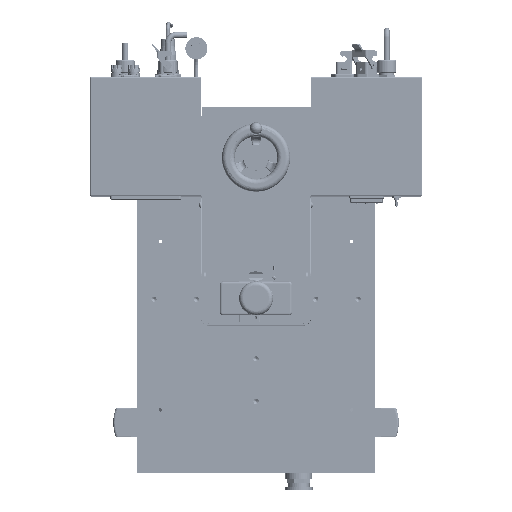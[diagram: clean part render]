
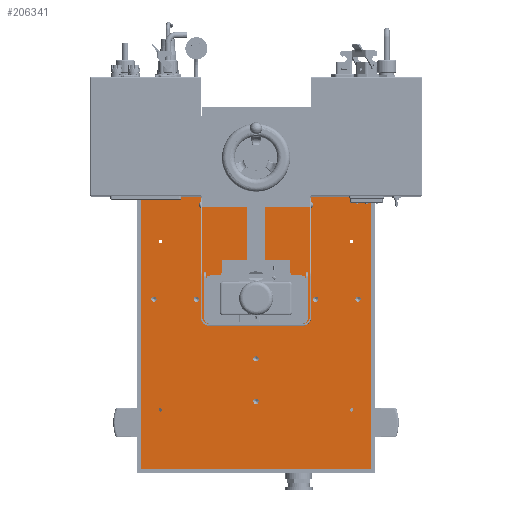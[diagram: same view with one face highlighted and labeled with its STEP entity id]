
A CAD part, top view. The second image highlights one B-rep face of the part: STEP entity #206341.
In plain terms, the highlighted planar face has unit normal (0, 0, 1).
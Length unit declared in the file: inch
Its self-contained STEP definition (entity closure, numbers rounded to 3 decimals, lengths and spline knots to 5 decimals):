
#206170=CARTESIAN_POINT('',(-4.25,1.11857,-6.));
#206171=VERTEX_POINT('',#206170);
#206172=CARTESIAN_POINT('',(-4.25,-19.38143,-6.));
#206173=VERTEX_POINT('',#206172);
#206174=CARTESIAN_POINT('',(-4.25,0.86857,-6.));
#206175=DIRECTION('',(0.,-1.,0.));
#206176=VECTOR('',#206175,39.37008);
#206177=LINE('',#206174,#206176);
#206178=EDGE_CURVE('',#206171,#206173,#206177,.T.);
#206179=ORIENTED_EDGE('',*,*,#206178,.T.);
#206180=CARTESIAN_POINT('',(9.25,-19.38143,-6.));
#206181=VERTEX_POINT('',#206180);
#206182=CARTESIAN_POINT('',(9.,-19.38143,-6.));
#206183=DIRECTION('',(1.,0.,0.));
#206184=VECTOR('',#206183,39.37008);
#206185=LINE('',#206182,#206184);
#206186=EDGE_CURVE('',#206173,#206181,#206185,.T.);
#206187=ORIENTED_EDGE('',*,*,#206186,.T.);
#206188=CARTESIAN_POINT('',(9.25,1.11857,-6.));
#206189=VERTEX_POINT('',#206188);
#206190=CARTESIAN_POINT('',(9.25,0.86857,-6.));
#206191=DIRECTION('',(0.,1.,0.));
#206192=VECTOR('',#206191,39.37008);
#206193=LINE('',#206190,#206192);
#206194=EDGE_CURVE('',#206181,#206189,#206193,.T.);
#206195=ORIENTED_EDGE('',*,*,#206194,.T.);
#206196=CARTESIAN_POINT('',(9.,1.11857,-6.));
#206197=DIRECTION('',(-1.,0.,0.));
#206198=VECTOR('',#206197,39.37008);
#206199=LINE('',#206196,#206198);
#206200=EDGE_CURVE('',#206189,#206171,#206199,.T.);
#206201=ORIENTED_EDGE('',*,*,#206200,.T.);
#206202=EDGE_LOOP('',(#206179,#206187,#206195,#206201));
#206203=FACE_OUTER_BOUND('',#206202,.T.);
#206204=CARTESIAN_POINT('',(8.125,-15.81093,-6.));
#206205=VERTEX_POINT('',#206204);
#206206=CARTESIAN_POINT('',(8.125,-15.91143,-6.));
#206207=DIRECTION('',(0.,0.,-1.));
#206208=DIRECTION('',(0.,1.,0.));
#206209=AXIS2_PLACEMENT_3D('',#206206,#206207,#206208);
#206210=CIRCLE('',#206209,0.1005);
#206211=EDGE_CURVE('',#206205,#206205,#206210,.T.);
#206212=ORIENTED_EDGE('',*,*,#206211,.T.);
#206213=EDGE_LOOP('',(#206212));
#206214=FACE_BOUND('',#206213,.T.);
#206215=CARTESIAN_POINT('',(8.2255,-6.01143,-6.));
#206216=VERTEX_POINT('',#206215);
#206217=CARTESIAN_POINT('',(8.125,-6.01143,-6.));
#206218=DIRECTION('',(0.,0.,-1.));
#206219=DIRECTION('',(1.,0.,0.));
#206220=AXIS2_PLACEMENT_3D('',#206217,#206218,#206219);
#206221=CIRCLE('',#206220,0.1005);
#206222=EDGE_CURVE('',#206216,#206216,#206221,.T.);
#206223=ORIENTED_EDGE('',*,*,#206222,.T.);
#206224=EDGE_LOOP('',(#206223));
#206225=FACE_BOUND('',#206224,.T.);
#206226=CARTESIAN_POINT('',(-3.0245,-6.01143,-6.));
#206227=VERTEX_POINT('',#206226);
#206228=CARTESIAN_POINT('',(-3.125,-6.01143,-6.));
#206229=DIRECTION('',(0.,0.,-1.));
#206230=DIRECTION('',(1.,0.,0.));
#206231=AXIS2_PLACEMENT_3D('',#206228,#206229,#206230);
#206232=CIRCLE('',#206231,0.1005);
#206233=EDGE_CURVE('',#206227,#206227,#206232,.T.);
#206234=ORIENTED_EDGE('',*,*,#206233,.T.);
#206235=EDGE_LOOP('',(#206234));
#206236=FACE_BOUND('',#206235,.T.);
#206237=CARTESIAN_POINT('',(-3.125,-15.81093,-6.));
#206238=VERTEX_POINT('',#206237);
#206239=CARTESIAN_POINT('',(-3.125,-15.91143,-6.));
#206240=DIRECTION('',(0.,0.,-1.));
#206241=DIRECTION('',(0.,1.,0.));
#206242=AXIS2_PLACEMENT_3D('',#206239,#206240,#206241);
#206243=CIRCLE('',#206242,0.1005);
#206244=EDGE_CURVE('',#206238,#206238,#206243,.T.);
#206245=ORIENTED_EDGE('',*,*,#206244,.T.);
#206246=EDGE_LOOP('',(#206245));
#206247=FACE_BOUND('',#206246,.T.);
#206248=CARTESIAN_POINT('',(6.1565,-9.41143,-6.));
#206249=VERTEX_POINT('',#206248);
#206250=CARTESIAN_POINT('',(6.,-9.41143,-6.));
#206251=DIRECTION('',(0.,0.,-1.));
#206252=DIRECTION('',(1.,0.,0.));
#206253=AXIS2_PLACEMENT_3D('',#206250,#206251,#206252);
#206254=CIRCLE('',#206253,0.1565);
#206255=EDGE_CURVE('',#206249,#206249,#206254,.T.);
#206256=ORIENTED_EDGE('',*,*,#206255,.T.);
#206257=EDGE_LOOP('',(#206256));
#206258=FACE_BOUND('',#206257,.T.);
#206259=CARTESIAN_POINT('',(-0.8435,-9.41143,-6.));
#206260=VERTEX_POINT('',#206259);
#206261=CARTESIAN_POINT('',(-1.,-9.41143,-6.));
#206262=DIRECTION('',(0.,0.,-1.));
#206263=DIRECTION('',(1.,0.,0.));
#206264=AXIS2_PLACEMENT_3D('',#206261,#206262,#206263);
#206265=CIRCLE('',#206264,0.1565);
#206266=EDGE_CURVE('',#206260,#206260,#206265,.T.);
#206267=ORIENTED_EDGE('',*,*,#206266,.T.);
#206268=EDGE_LOOP('',(#206267));
#206269=FACE_BOUND('',#206268,.T.);
#206270=CARTESIAN_POINT('',(8.6565,-9.41143,-6.));
#206271=VERTEX_POINT('',#206270);
#206272=CARTESIAN_POINT('',(8.5,-9.41143,-6.));
#206273=DIRECTION('',(0.,0.,-1.));
#206274=DIRECTION('',(1.,0.,0.));
#206275=AXIS2_PLACEMENT_3D('',#206272,#206273,#206274);
#206276=CIRCLE('',#206275,0.1565);
#206277=EDGE_CURVE('',#206271,#206271,#206276,.T.);
#206278=ORIENTED_EDGE('',*,*,#206277,.T.);
#206279=EDGE_LOOP('',(#206278));
#206280=FACE_BOUND('',#206279,.T.);
#206281=CARTESIAN_POINT('',(-3.3435,-9.41143,-6.));
#206282=VERTEX_POINT('',#206281);
#206283=CARTESIAN_POINT('',(-3.5,-9.41143,-6.));
#206284=DIRECTION('',(0.,0.,-1.));
#206285=DIRECTION('',(1.,0.,0.));
#206286=AXIS2_PLACEMENT_3D('',#206283,#206284,#206285);
#206287=CIRCLE('',#206286,0.1565);
#206288=EDGE_CURVE('',#206282,#206282,#206287,.T.);
#206289=ORIENTED_EDGE('',*,*,#206288,.T.);
#206290=EDGE_LOOP('',(#206289));
#206291=FACE_BOUND('',#206290,.T.);
#206292=CARTESIAN_POINT('',(2.6565,-5.91143,-6.));
#206293=VERTEX_POINT('',#206292);
#206294=CARTESIAN_POINT('',(2.5,-5.91143,-6.));
#206295=DIRECTION('',(0.,0.,-1.));
#206296=DIRECTION('',(1.,0.,0.));
#206297=AXIS2_PLACEMENT_3D('',#206294,#206295,#206296);
#206298=CIRCLE('',#206297,0.1565);
#206299=EDGE_CURVE('',#206293,#206293,#206298,.T.);
#206300=ORIENTED_EDGE('',*,*,#206299,.T.);
#206301=EDGE_LOOP('',(#206300));
#206302=FACE_BOUND('',#206301,.T.);
#206303=CARTESIAN_POINT('',(2.6565,-12.91143,-6.));
#206304=VERTEX_POINT('',#206303);
#206305=CARTESIAN_POINT('',(2.5,-12.91143,-6.));
#206306=DIRECTION('',(0.,0.,-1.));
#206307=DIRECTION('',(1.,0.,0.));
#206308=AXIS2_PLACEMENT_3D('',#206305,#206306,#206307);
#206309=CIRCLE('',#206308,0.1565);
#206310=EDGE_CURVE('',#206304,#206304,#206309,.T.);
#206311=ORIENTED_EDGE('',*,*,#206310,.T.);
#206312=EDGE_LOOP('',(#206311));
#206313=FACE_BOUND('',#206312,.T.);
#206314=CARTESIAN_POINT('',(2.6565,-15.41143,-6.));
#206315=VERTEX_POINT('',#206314);
#206316=CARTESIAN_POINT('',(2.5,-15.41143,-6.));
#206317=DIRECTION('',(0.,0.,-1.));
#206318=DIRECTION('',(1.,0.,0.));
#206319=AXIS2_PLACEMENT_3D('',#206316,#206317,#206318);
#206320=CIRCLE('',#206319,0.1565);
#206321=EDGE_CURVE('',#206315,#206315,#206320,.T.);
#206322=ORIENTED_EDGE('',*,*,#206321,.T.);
#206323=EDGE_LOOP('',(#206322));
#206324=FACE_BOUND('',#206323,.T.);
#206325=CARTESIAN_POINT('',(2.5,-9.53643,-6.));
#206326=VERTEX_POINT('',#206325);
#206327=CARTESIAN_POINT('',(2.5,-9.41143,-6.));
#206328=DIRECTION('',(0.,0.,1.));
#206329=DIRECTION('',(0.,-1.,0.));
#206330=AXIS2_PLACEMENT_3D('',#206327,#206328,#206329);
#206331=CIRCLE('',#206330,0.125);
#206332=EDGE_CURVE('',#206326,#206326,#206331,.T.);
#206333=ORIENTED_EDGE('',*,*,#206332,.F.);
#206334=EDGE_LOOP('',(#206333));
#206335=FACE_BOUND('',#206334,.T.);
#206336=CARTESIAN_POINT('',(0.90363,0.33239,-6.));
#206337=DIRECTION('',(0.,0.,1.));
#206338=DIRECTION('',(-1.,0.,0.));
#206339=AXIS2_PLACEMENT_3D('',#206336,#206337,#206338);
#206340=PLANE('',#206339);
#206341=ADVANCED_FACE('',(#206203,#206214,#206225,#206236,#206247,#206258,#206269,#206280,#206291,#206302,#206313,#206324,#206335),#206340,.T.);
